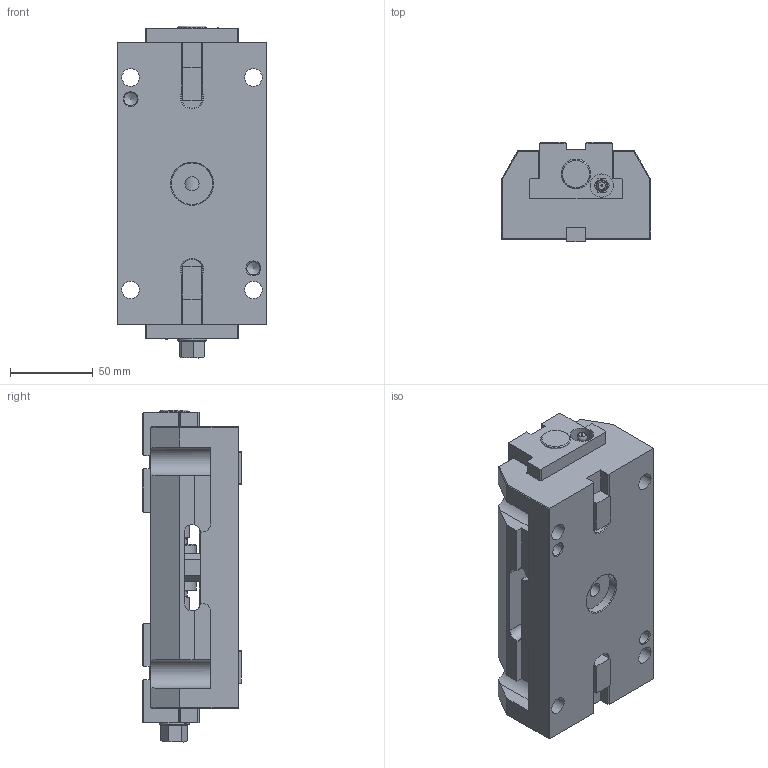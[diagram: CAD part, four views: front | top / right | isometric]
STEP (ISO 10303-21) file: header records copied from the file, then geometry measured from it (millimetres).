
FILE_DESCRIPTION(/* description */ (''),/* implementation_level */ '2;1');
FILE_NAME(/* name */ 'MZS 90.STEP',/* time_stamp */ '2019-11-18T11:42:27+01:00',/* author */ ('Tecnico'),/* organization */ (''),/* preprocessor_version */ 'ST-DEVELOPER v17',/* originating_system */ 'Autodesk Inventor 2019',/* authorisation */ '');
FILE_SCHEMA (('AUTOMOTIVE_DESIGN { 1 0 10303 214 3 1 1 }'));
Length unit declared in the file: millimetre
Products named in the file (6): MZS 90; Vite; Tassello centrale; Corpo; Griffa; Chiavetta
Assembly tree (7 placements, depth 2):
  MZS 90
    Vite
    Chiavetta  x2
    Tassello centrale
    Corpo
    Griffa  x2
Bounding box: 90 x 59.5 x 200 mm (x, y, z)
Volume: 691830.3 mm3; surface area: 137050.1 mm2
Topology: 7 solids, 7 shells, 386 faces, 1088 edges, 726 vertices
Faces by surface type: plane 269, cylinder 72, cone 35, torus 6, sphere 4
Full cylindrical faces by diameter (mm): 5 x2, 6.8 x8, 8 x2, 8.5 x1, 10 x2, 10.5 x4, 14 x2, 15 x1, 15.9 x2, 16 x2, 18 x2, 25 x1, 26.5 x2
Entity records: 10278 total; most frequent: CARTESIAN_POINT 1869, DIRECTION 1731, ORIENTED_EDGE 1724, EDGE_CURVE 862, LINE 591, VECTOR 591, VERTEX_POINT 584, AXIS2_PLACEMENT_3D 570
